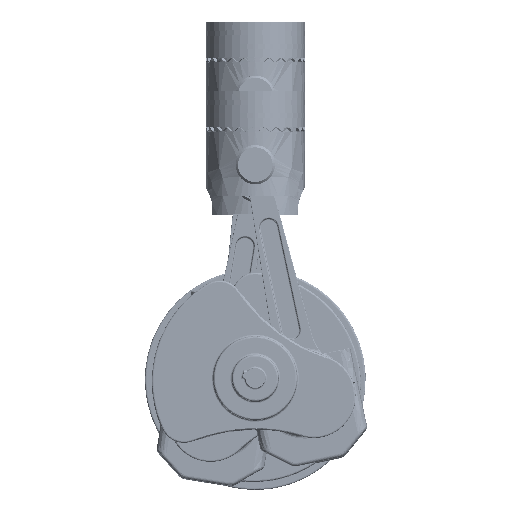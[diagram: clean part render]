
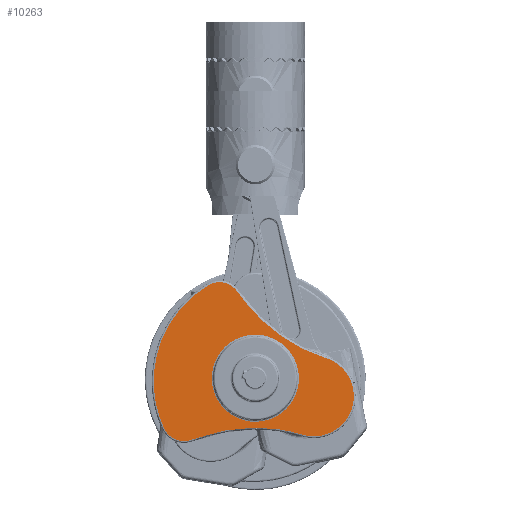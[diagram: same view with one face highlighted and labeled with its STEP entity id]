
A CAD part, top view. The second image highlights one B-rep face of the part: STEP entity #10263.
In plain terms, the highlighted free-form (B-spline) face has degree [1, 1] with [2, 2] control points.
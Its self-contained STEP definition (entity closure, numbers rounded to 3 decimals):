
#9963 = VERTEX_POINT('',#9964);
#9964 = CARTESIAN_POINT('',(-35.579,114.687,
    990.212));
#9970 = EDGE_CURVE('',#9971,#9963,#9973,.T.);
#9971 = VERTEX_POINT('',#9972);
#9972 = CARTESIAN_POINT('',(-22.119,104.98,
    990.212));
#9973 = ( BOUNDED_CURVE() B_SPLINE_CURVE(2,(#9974,#9975,#9976),
.UNSPECIFIED.,.F.,.F.) B_SPLINE_CURVE_WITH_KNOTS((3,3),(5.632,
6.283),.PIECEWISE_BEZIER_KNOTS.) CURVE() 
GEOMETRIC_REPRESENTATION_ITEM() RATIONAL_B_SPLINE_CURVE((1.,
0.947,1.)) REPRESENTATION_ITEM('') );
#9974 = CARTESIAN_POINT('',(-22.119,104.98,
    990.212));
#9975 = CARTESIAN_POINT('',(-27.211,112.105,
    990.212));
#9976 = CARTESIAN_POINT('',(-35.579,114.687,
    990.212));
#10263 = ADVANCED_FACE('',(#10264,#10348),#10370,.T.);
#10264 = FACE_BOUND('',#10265,.T.);
#10265 = EDGE_LOOP('',(#10266,#10267,#10275,#10283,#10291,#10315,#10325)
  );
#10266 = ORIENTED_EDGE('',*,*,#9970,.T.);
#10267 = ORIENTED_EDGE('',*,*,#10268,.T.);
#10268 = EDGE_CURVE('',#9963,#10269,#10271,.T.);
#10269 = VERTEX_POINT('',#10270);
#10270 = CARTESIAN_POINT('',(-56.351,112.279,
    990.212));
#10271 = ( BOUNDED_CURVE() B_SPLINE_CURVE(2,(#10272,#10273,#10274),
.UNSPECIFIED.,.F.,.F.) B_SPLINE_CURVE_WITH_KNOTS((3,3),(0.,0.829
),.PIECEWISE_BEZIER_KNOTS.) CURVE() GEOMETRIC_REPRESENTATION_ITEM() 
RATIONAL_B_SPLINE_CURVE((1.,0.915,1.)) REPRESENTATION_ITEM('') 
  );
#10272 = CARTESIAN_POINT('',(-35.579,114.687,
    990.212));
#10273 = CARTESIAN_POINT('',(-46.495,118.056,
    990.212));
#10274 = CARTESIAN_POINT('',(-56.351,112.279,
    990.212));
#10275 = ORIENTED_EDGE('',*,*,#10276,.T.);
#10276 = EDGE_CURVE('',#10269,#10277,#10279,.T.);
#10277 = VERTEX_POINT('',#10278);
#10278 = CARTESIAN_POINT('',(-109.82,-61.004,
    990.212));
#10279 = ( BOUNDED_CURVE() B_SPLINE_CURVE(2,(#10280,#10281,#10282),
.UNSPECIFIED.,.F.,.F.) B_SPLINE_CURVE_WITH_KNOTS((3,3),(0.829,
2.312),.PIECEWISE_BEZIER_KNOTS.) CURVE() 
GEOMETRIC_REPRESENTATION_ITEM() RATIONAL_B_SPLINE_CURVE((1.,
0.738,1.)) REPRESENTATION_ITEM('') );
#10280 = CARTESIAN_POINT('',(-56.351,112.279,
    990.212));
#10281 = CARTESIAN_POINT('',(-162.408,50.114,
    990.212));
#10282 = CARTESIAN_POINT('',(-109.82,-61.004,
    990.212));
#10283 = ORIENTED_EDGE('',*,*,#10284,.T.);
#10284 = EDGE_CURVE('',#10277,#10285,#10287,.T.);
#10285 = VERTEX_POINT('',#10286);
#10286 = CARTESIAN_POINT('',(-77.428,-74.263,
    990.212));
#10287 = ( BOUNDED_CURVE() B_SPLINE_CURVE(2,(#10288,#10289,#10290),
.UNSPECIFIED.,.F.,.F.) B_SPLINE_CURVE_WITH_KNOTS((3,3),(2.312,
3.793),.PIECEWISE_BEZIER_KNOTS.) CURVE() 
GEOMETRIC_REPRESENTATION_ITEM() RATIONAL_B_SPLINE_CURVE((1.,
0.738,1.)) REPRESENTATION_ITEM('') );
#10288 = CARTESIAN_POINT('',(-109.82,-61.004,
    990.212));
#10289 = CARTESIAN_POINT('',(-99.68,-82.429,
    990.212));
#10290 = CARTESIAN_POINT('',(-77.428,-74.263,
    990.212));
#10291 = ORIENTED_EDGE('',*,*,#10292,.T.);
#10292 = EDGE_CURVE('',#10285,#10293,#10295,.T.);
#10293 = VERTEX_POINT('',#10294);
#10294 = CARTESIAN_POINT('',(56.252,-67.997,
    990.212));
#10295 = B_SPLINE_CURVE_WITH_KNOTS('',3,(#10296,#10297,#10298,#10299,
    #10300,#10301,#10302,#10303,#10304,#10305,#10306,#10307,#10308,
    #10309,#10310,#10311,#10312,#10313,#10314),.UNSPECIFIED.,.F.,.F.,(4,
    2,2,2,2,2,1,2,2,4),(0.,0.024,0.03,
    0.037,0.049,0.061,
    0.067,0.07,0.073,
    0.097),.UNSPECIFIED.);
#10296 = CARTESIAN_POINT('',(-77.428,-74.263,
    990.212));
#10297 = CARTESIAN_POINT('',(-66.72,-70.334,
    990.212));
#10298 = CARTESIAN_POINT('',(-55.813,-67.094,
    990.212));
#10299 = CARTESIAN_POINT('',(-41.89,-64.044,
    990.212));
#10300 = CARTESIAN_POINT('',(-39.095,-63.486,
    990.212));
#10301 = CARTESIAN_POINT('',(-33.505,-62.478,
    990.212));
#10302 = CARTESIAN_POINT('',(-30.708,-62.029,
    990.212));
#10303 = CARTESIAN_POINT('',(-22.305,-60.847,
    990.212));
#10304 = CARTESIAN_POINT('',(-16.691,-60.281,
    990.212));
#10305 = CARTESIAN_POINT('',(-5.437,-59.618,
    990.212));
#10306 = CARTESIAN_POINT('',(0.202,-59.521,
    990.212));
#10307 = CARTESIAN_POINT('',(8.683,-59.753,
    990.212));
#10308 = CARTESIAN_POINT('',(12.928,-59.963,
    990.212));
#10309 = CARTESIAN_POINT('',(17.182,-60.319,
    990.212));
#10310 = CARTESIAN_POINT('',(20.02,-60.589,
    990.212));
#10311 = CARTESIAN_POINT('',(21.441,-60.74,
    990.212));
#10312 = CARTESIAN_POINT('',(34.203,-62.251,
    990.212));
#10313 = CARTESIAN_POINT('',(45.331,-64.627,
    990.212));
#10314 = CARTESIAN_POINT('',(56.252,-67.997,
    990.212));
#10315 = ORIENTED_EDGE('',*,*,#10316,.T.);
#10316 = EDGE_CURVE('',#10293,#10317,#10319,.T.);
#10317 = VERTEX_POINT('',#10318);
#10318 = CARTESIAN_POINT('',(84.787,24.477,
    990.212));
#10319 = ( BOUNDED_CURVE() B_SPLINE_CURVE(2,(#10320,#10321,#10322,#10323
,#10324),.UNSPECIFIED.,.F.,.F.) B_SPLINE_CURVE_WITH_KNOTS((3,2,3),(
    3.142,4.712,6.283),
.PIECEWISE_BEZIER_KNOTS.) CURVE() GEOMETRIC_REPRESENTATION_ITEM() 
RATIONAL_B_SPLINE_CURVE((1.,0.707,1.,0.707,1.)) 
REPRESENTATION_ITEM('') );
#10320 = CARTESIAN_POINT('',(56.252,-67.997,
    990.212));
#10321 = CARTESIAN_POINT('',(102.489,-82.265,
    990.212));
#10322 = CARTESIAN_POINT('',(116.757,-36.027,
    990.212));
#10323 = CARTESIAN_POINT('',(131.024,10.21,
    990.212));
#10324 = CARTESIAN_POINT('',(84.787,24.477,
    990.212));
#10325 = ORIENTED_EDGE('',*,*,#10326,.T.);
#10326 = EDGE_CURVE('',#10317,#9971,#10327,.T.);
#10327 = B_SPLINE_CURVE_WITH_KNOTS('',3,(#10328,#10329,#10330,#10331,
    #10332,#10333,#10334,#10335,#10336,#10337,#10338,#10339,#10340,
    #10341,#10342,#10343,#10344,#10345,#10346,#10347),.UNSPECIFIED.,.F.,
  .F.,(4,2,2,2,2,2,2,2,2,4),(0.,0.024,0.036,
    0.042,0.045,0.048,
    0.06,0.066,0.072,
    0.096),.UNSPECIFIED.);
#10328 = CARTESIAN_POINT('',(84.787,24.477,
    990.212));
#10329 = CARTESIAN_POINT('',(73.866,27.847,
    990.212));
#10330 = CARTESIAN_POINT('',(63.412,32.13,
    990.212));
#10331 = CARTESIAN_POINT('',(48.43,39.92,
    990.212));
#10332 = CARTESIAN_POINT('',(43.552,42.744,
    990.212));
#10333 = CARTESIAN_POINT('',(36.407,47.316,
    990.212));
#10334 = CARTESIAN_POINT('',(34.054,48.896,
    990.212));
#10335 = CARTESIAN_POINT('',(30.567,51.35,
    990.212));
#10336 = CARTESIAN_POINT('',(29.412,52.181,
    990.212));
#10337 = CARTESIAN_POINT('',(27.116,53.873,
    990.212));
#10338 = CARTESIAN_POINT('',(25.974,54.733,
    990.212));
#10339 = CARTESIAN_POINT('',(20.322,59.085,
    990.212));
#10340 = CARTESIAN_POINT('',(15.961,62.747,
    990.212));
#10341 = CARTESIAN_POINT('',(9.643,68.491,
    990.212));
#10342 = CARTESIAN_POINT('',(7.575,70.448,
    990.212));
#10343 = CARTESIAN_POINT('',(3.51,74.442,
    990.212));
#10344 = CARTESIAN_POINT('',(1.512,76.481,
    990.212));
#10345 = CARTESIAN_POINT('',(-8.286,86.858,
    990.212));
#10346 = CARTESIAN_POINT('',(-15.48,95.69,
    990.212));
#10347 = CARTESIAN_POINT('',(-22.119,104.98,
    990.212));
#10348 = FACE_BOUND('',#10349,.T.);
#10349 = EDGE_LOOP('',(#10350,#10362));
#10350 = ORIENTED_EDGE('',*,*,#10351,.T.);
#10351 = EDGE_CURVE('',#10352,#10354,#10356,.T.);
#10352 = VERTEX_POINT('',#10353);
#10353 = CARTESIAN_POINT('',(15.508,50.258,
    990.212));
#10354 = VERTEX_POINT('',#10355);
#10355 = CARTESIAN_POINT('',(-15.508,-50.258,
    990.212));
#10356 = ( BOUNDED_CURVE() B_SPLINE_CURVE(2,(#10357,#10358,#10359,#10360
,#10361),.UNSPECIFIED.,.F.,.F.) B_SPLINE_CURVE_WITH_KNOTS((3,2,3),(0.,
1.571,3.142),.PIECEWISE_BEZIER_KNOTS.) CURVE() 
GEOMETRIC_REPRESENTATION_ITEM() RATIONAL_B_SPLINE_CURVE((1.,
0.707,1.,0.707,1.)) REPRESENTATION_ITEM('') );
#10357 = CARTESIAN_POINT('',(15.508,50.258,
    990.212));
#10358 = CARTESIAN_POINT('',(65.766,34.75,
    990.212));
#10359 = CARTESIAN_POINT('',(50.258,-15.508,
    990.212));
#10360 = CARTESIAN_POINT('',(34.75,-65.766,
    990.212));
#10361 = CARTESIAN_POINT('',(-15.508,-50.258,
    990.212));
#10362 = ORIENTED_EDGE('',*,*,#10363,.T.);
#10363 = EDGE_CURVE('',#10354,#10352,#10364,.T.);
#10364 = ( BOUNDED_CURVE() B_SPLINE_CURVE(2,(#10365,#10366,#10367,#10368
,#10369),.UNSPECIFIED.,.F.,.F.) B_SPLINE_CURVE_WITH_KNOTS((3,2,3),(
    3.142,4.712,6.283),
.PIECEWISE_BEZIER_KNOTS.) CURVE() GEOMETRIC_REPRESENTATION_ITEM() 
RATIONAL_B_SPLINE_CURVE((1.,0.707,1.,0.707,1.)) 
REPRESENTATION_ITEM('') );
#10365 = CARTESIAN_POINT('',(-15.508,-50.258,
    990.212));
#10366 = CARTESIAN_POINT('',(-65.766,-34.75,
    990.212));
#10367 = CARTESIAN_POINT('',(-50.258,15.508,
    990.212));
#10368 = CARTESIAN_POINT('',(-34.75,65.766,
    990.212));
#10369 = CARTESIAN_POINT('',(15.508,50.258,
    990.212));
#10370 = B_SPLINE_SURFACE_WITH_KNOTS('',1,1,(
    (#10371,#10372)
    ,(#10373,#10374
    )),.UNSPECIFIED.,.F.,.F.,.F.,(2,2),(2,2),(-70.655,70.655),(-78.5,
    95.736),.PIECEWISE_BEZIER_KNOTS.);
#10371 = CARTESIAN_POINT('',(87.538,-130.72,
    990.212));
#10372 = CARTESIAN_POINT('',(-145.976,-58.666,
    990.212));
#10373 = CARTESIAN_POINT('',(145.976,58.666,
    990.212));
#10374 = CARTESIAN_POINT('',(-87.538,130.72,
    990.212));
